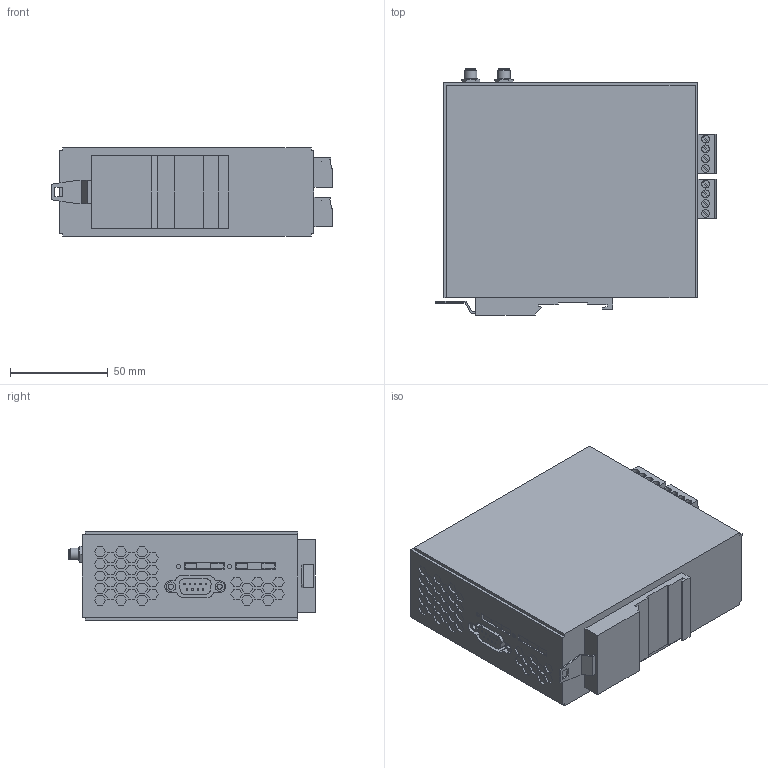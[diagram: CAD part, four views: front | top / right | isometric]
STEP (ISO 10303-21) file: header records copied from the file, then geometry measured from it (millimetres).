
FILE_DESCRIPTION(('SolidDesigner STEP Export'),'2;1');
FILE_NAME('2903441_TC_MGUARD_RS2000_3G_VPN-select.stp','2013-11-27T10:43:34',(''),(''),'Creo Elements/Direct Modeling STEP processor for AP214 (Solid Model)','Creo Elements/Direct Modeling 18.1B 29-Sep-2012 (C) Parametric Technology GmbH','');
FILE_SCHEMA(('AUTOMOTIVE_DESIGN { 1 0 10303 214 1 1 1 1 }'));
Length unit declared in the file: millimetre
Products named in the file (2): 2903441_TC_MGUARD_RS2000_3G_VPN-select
Assembly tree (1 placements, depth 2):
  2903441_TC_MGUARD_RS2000_3G_VPN-select
    2903441_TC_MGUARD_RS2000_3G_VPN-select
Bounding box: 143.29 x 125.99 x 45 mm (x, y, z)
Volume: 660190.1 mm3; surface area: 61572.6 mm2
Topology: 1 solids, 1 shells, 1223 faces, 3098 edges, 2040 vertices
Faces by surface type: plane 1086, cylinder 125, cone 8, sphere 4
Entity records: 45488 total; most frequent: CARTESIAN_POINT 6490, ORIENTED_EDGE 6196, DIRECTION 5526, EDGE_CURVE 3098, VECTOR 2742, LINE 2742, VERTEX_POINT 2040, AXIS2_PLACEMENT_3D 1392
